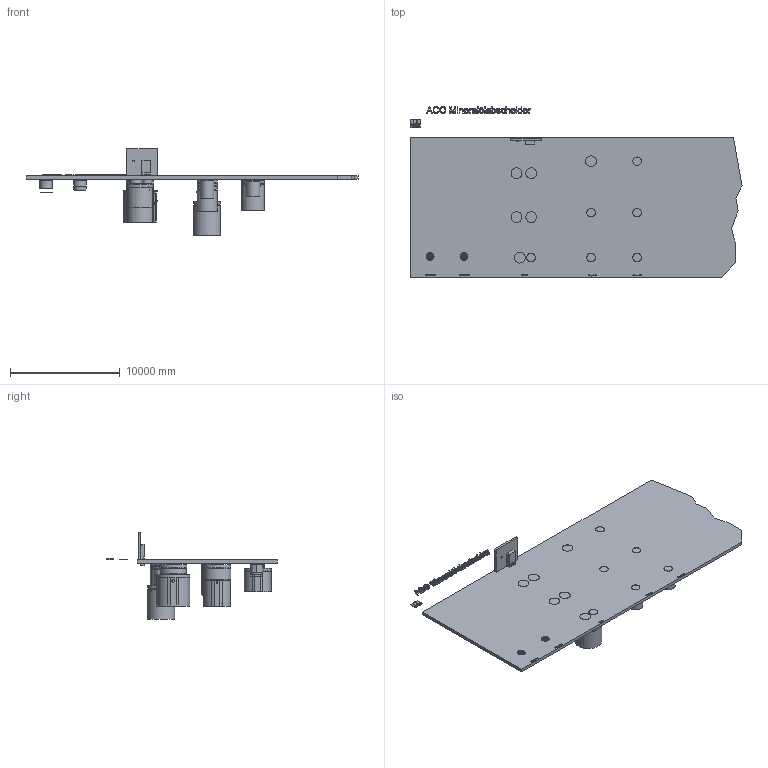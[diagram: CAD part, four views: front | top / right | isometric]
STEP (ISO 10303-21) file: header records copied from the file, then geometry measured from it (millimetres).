
FILE_DESCRIPTION(/* description */ (''),/* implementation_level */ '2;1');
FILE_NAME(/* name */ 'ACOMineralölabscheider.step',/* time_stamp */ '2024-03-12T15:18:17+01:00',/* author */ ('ndmes'),/* organization */ (''),/* preprocessor_version */ 'ST-DEVELOPER v18.1',/* originating_system */ 'Autodesk Inventor 2022',/* authorisation */ '');
FILE_SCHEMA (('CONFIG_CONTROL_DESIGN'));
Products named in the file (168): ACOMineralölabscheider; ACOMineralölabscheider_1; ACOMineralölabscheider_1_1; ACOMineralölabscheider_2; ACOMineralölabscheider_3; ACOMineralölabscheider_4; ACOMineralölabscheider_5; ACOMineralölabscheider_6; ACOMineralölabscheider_7; ACOMineralölabscheider_8; ACOMineralölabscheider_9; ACOMineralölabscheider_10; ACOMineralölabscheider_11; ACOMineralölabscheider_12; ACOMineralölabscheider_13; ACOMineralölabscheider_14; ACOMineralölabscheider_15; ACOMineralölabscheider_16; ACOMineralölabscheider_17; ACOMineralölabscheider_18; ACOMineralölabscheider_19; ACOMineralölabscheider_20; ACOMineralölabscheider_21; ACOMineralölabscheider_22; ACOMineralölabscheider_23; ACOMineralölabscheider_24; ACOMineralölabscheider_25; ACOMineralölabscheider_26; ACOMineralölabscheider_27; ACOMineralölabscheider_28; ACOMineralölabscheider_29; ACOMineralölabscheider_30; ACOMineralölabscheider_31; ACOMineralölabscheider_32; ACOMineralölabscheider_33; ACOMineralölabscheider_34; ACOMineralölabscheider_35; ACOMineralölabscheider_36; ACOMineralölabscheider_37; ACOMineralölabscheider_38 ...
Assembly tree (167 placements, depth 2):
  ACOMineralölabscheider
    ACOMineralölabscheider_1
    ACOMineralölabscheider_1_1
    ACOMineralölabscheider_2
    ACOMineralölabscheider_3
    ACOMineralölabscheider_4
    ACOMineralölabscheider_5
    ACOMineralölabscheider_6
    ACOMineralölabscheider_7
    ACOMineralölabscheider_8
    ACOMineralölabscheider_9
    ACOMineralölabscheider_10
    ACOMineralölabscheider_11
    ACOMineralölabscheider_12
    ACOMineralölabscheider_13
    ACOMineralölabscheider_14
    ACOMineralölabscheider_15
    ACOMineralölabscheider_16
    ACOMineralölabscheider_17
    ACOMineralölabscheider_18
    ACOMineralölabscheider_19
    ACOMineralölabscheider_20
    ACOMineralölabscheider_21
    ACOMineralölabscheider_22
    ACOMineralölabscheider_23
    ACOMineralölabscheider_24
    ACOMineralölabscheider_25
    ACOMineralölabscheider_26
    ACOMineralölabscheider_27
    ACOMineralölabscheider_28
    ACOMineralölabscheider_29
    ACOMineralölabscheider_30
    ACOMineralölabscheider_31
    ACOMineralölabscheider_32
    ACOMineralölabscheider_33
    ACOMineralölabscheider_34
    ACOMineralölabscheider_35
    ACOMineralölabscheider_36
    ACOMineralölabscheider_37
    ACOMineralölabscheider_38
    ACOMineralölabscheider_39
    ACOMineralölabscheider_40
    ACOMineralölabscheider_41
    ACOMineralölabscheider_42
    ACOMineralölabscheider_43
    ACOMineralölabscheider_44
    ACOMineralölabscheider_45
    ACOMineralölabscheider_46
    ACOMineralölabscheider_47
    ACOMineralölabscheider_48
    ACOMineralölabscheider_49
    ACOMineralölabscheider_50
    ACOMineralölabscheider_51
    ACOMineralölabscheider_52
    ACOMineralölabscheider_53
    ACOMineralölabscheider_54
    ACOMineralölabscheider_55
    ACOMineralölabscheider_56
    ACOMineralölabscheider_57
    ACOMineralölabscheider_58
Bounding box: 30314.8 x 15583.82 x 7940 mm (x, y, z)
Volume: 161398338283.5 mm3; surface area: 1688459625.3 mm2
Topology: 248 solids, 251 shells, 4687 faces, 11724 edges, 7696 vertices
Faces by surface type: plane 3863, cylinder 816, bspline 4, torus 2, cone 2
Full cylindrical faces by diameter (mm): 14.204 x2, 22 x1, 22.122 x2, 28 x6, 37.706 x2, 37.711 x2, 37.788 x2, 50 x8, 75 x6, 100 x12, 110 x16, 120 x4, 150 x27, 157.689 x1, 160 x12, 227.773 x1, 250 x6, 270 x1, 300 x6, 340 x2, 370 x4, 436 x1, 600 x4, 625 x7, 640 x2, 640.322 x2, 640.455 x2, 644 x4, 650 x3, 664 x4
Entity records: 146851 total; most frequent: CARTESIAN_POINT 24742, DIRECTION 23841, ORIENTED_EDGE 23448, EDGE_CURVE 11724, LINE 9643, VECTOR 9643, VERTEX_POINT 7696, AXIS2_PLACEMENT_3D 7099
